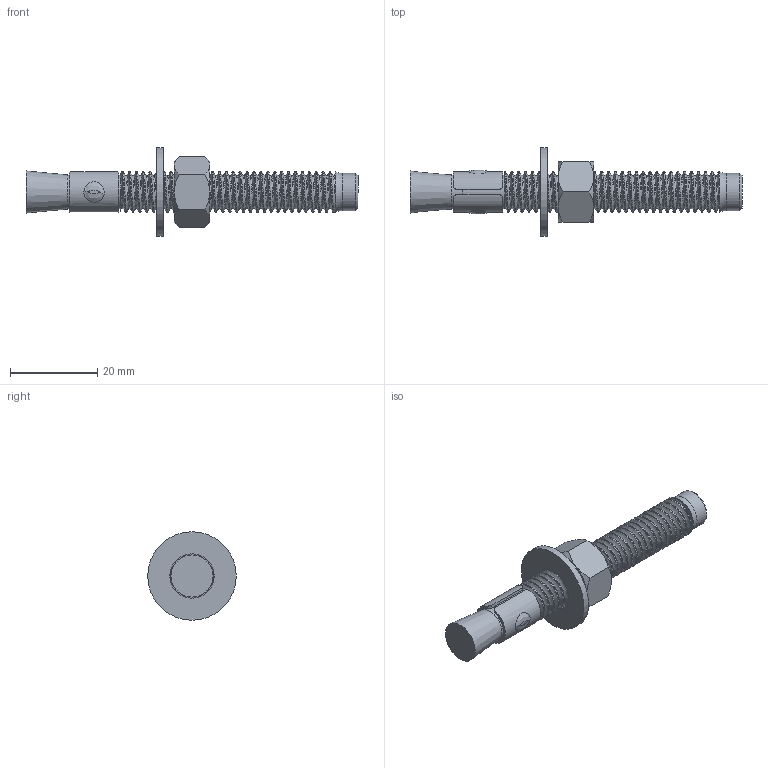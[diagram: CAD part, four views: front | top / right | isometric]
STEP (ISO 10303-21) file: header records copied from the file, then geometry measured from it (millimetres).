
FILE_DESCRIPTION(/* description */ (''),/* implementation_level */ '2;1');
FILE_NAME(/* name */ '24-383-0 v1.step',/* time_stamp */ '2020-10-16T14:08:01-04:00',/* author */ (''),/* organization */ (''),/* preprocessor_version */ 'ST-DEVELOPER v18.1',/* originating_system */ 'Autodesk Translation Framework v9.3.0.1241',/* authorisation */ '');
FILE_SCHEMA (('AUTOMOTIVE_DESIGN { 1 0 10303 214 3 1 1 }'));
Length unit declared in the file: inch
Products named in the file (2): 24-383-0; 91578A108
Assembly tree (1 placements, depth 2):
  24-383-0
    91578A108
Bounding box: 76.2 x 20.32 x 20.32 mm (x, y, z)
Volume: 5584.4 mm3; surface area: 5104.9 mm2
Topology: 4 solids, 4 shells, 117 faces, 301 edges, 195 vertices
Faces by surface type: cylinder 71, plane 24, cone 14, bspline 6, torus 2
Full cylindrical faces by diameter (mm): 7.62 x1, 7.633 x12, 8.511 x1, 9.406 x21, 9.525 x1, 10.16 x1, 20.32 x1
Entity records: 8173 total; most frequent: CARTESIAN_POINT 5580, ORIENTED_EDGE 602, DIRECTION 415, EDGE_CURVE 301, VERTEX_POINT 195, AXIS2_PLACEMENT_3D 164, B_SPLINE_CURVE_WITH_KNOTS 140, EDGE_LOOP 124
